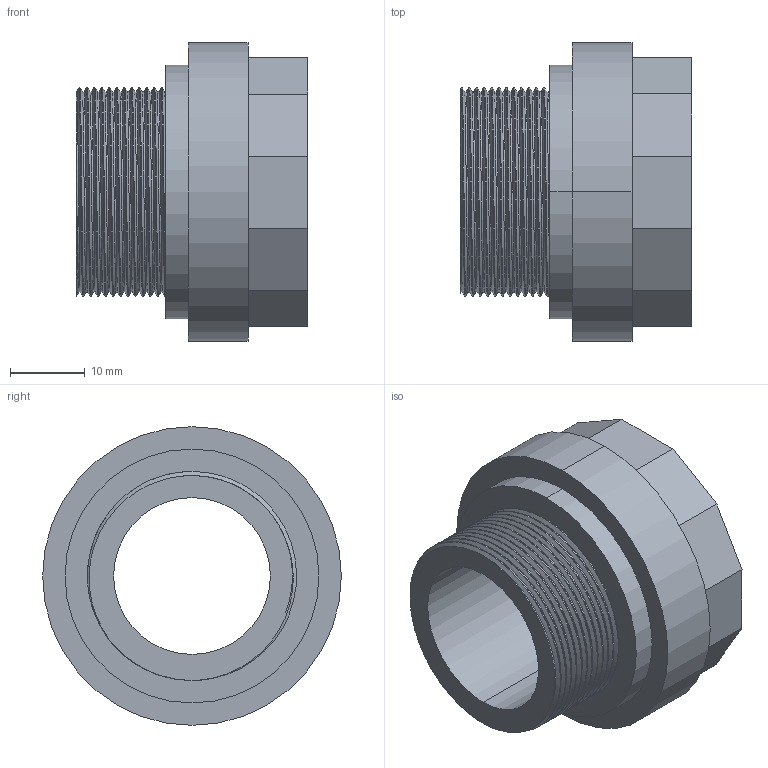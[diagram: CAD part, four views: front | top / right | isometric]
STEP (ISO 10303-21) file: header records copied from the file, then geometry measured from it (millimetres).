
FILE_DESCRIPTION (( 'STEP AP214' ), '1' );
FILE_NAME ('Jauge a huile avec clips.STEP', '2023-03-26T13:40:11', ( '' ), ( '' ), 'SwSTEP 2.0', 'SolidWorks 2023', '' );
FILE_SCHEMA (( 'AUTOMOTIVE_DESIGN' ));
Length unit declared in the file: millimetre
Products named in the file (1): Jauge a huile avec clips
Bounding box: 31 x 40 x 40 mm (x, y, z)
Volume: 12357.7 mm3; surface area: 8391.3 mm2
Topology: 1 solids, 1 shells, 63 faces, 161 edges, 107 vertices
Faces by surface type: cylinder 39, plane 21, bspline 3
Entity records: 3906 total; most frequent: CARTESIAN_POINT 2491, ORIENTED_EDGE 322, DIRECTION 256, EDGE_CURVE 161, VERTEX_POINT 107, AXIS2_PLACEMENT_3D 91, VECTOR 74, LINE 74
